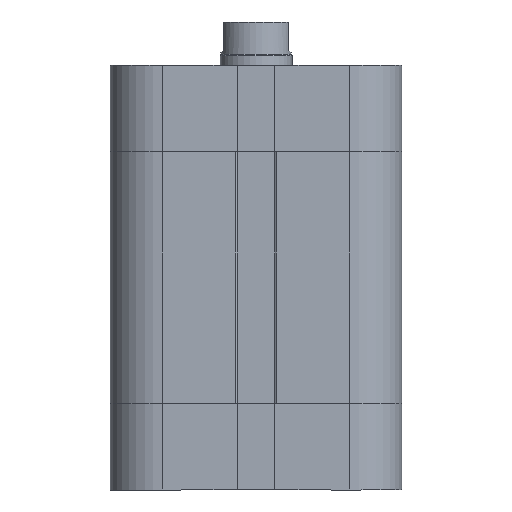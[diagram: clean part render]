
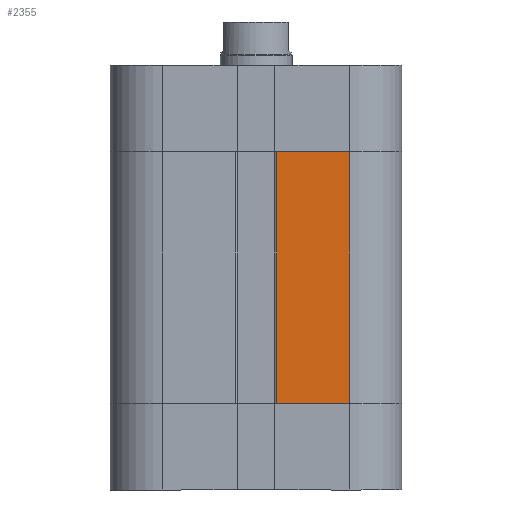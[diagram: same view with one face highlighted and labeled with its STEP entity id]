
A CAD part, front view. The second image highlights one B-rep face of the part: STEP entity #2355.
In plain terms, the highlighted planar face has unit normal (0, -1, 0).
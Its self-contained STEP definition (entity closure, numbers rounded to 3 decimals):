
#2297=CARTESIAN_POINT('',(-13.,-20.25,17.5));
#2298=VERTEX_POINT('',#2297);
#2307=CARTESIAN_POINT('',(-13.,-20.25,-17.5));
#2308=VERTEX_POINT('',#2307);
#2316=CARTESIAN_POINT('',(-13.,-20.25,-17.5));
#2317=DIRECTION('',(0.0,0.0,1.0));
#2318=VECTOR('',#2317,35.0);
#2319=LINE('',#2316,#2318);
#2320=EDGE_CURVE('',#2308,#2298,#2319,.T.);
#2325=CARTESIAN_POINT('',(-13.,-20.25,0.0));
#2326=DIRECTION('',(0.0,1.0,0.0));
#2327=DIRECTION('',(0.0,0.0,-1.0));
#2328=AXIS2_PLACEMENT_3D('',#2325,#2326,#2327);
#2329=PLANE('',#2328);
#2330=CARTESIAN_POINT('',(-2.9,-20.25,17.5));
#2331=VERTEX_POINT('',#2330);
#2332=CARTESIAN_POINT('',(-13.,-20.25,17.5));
#2333=DIRECTION('',(1.0,0.0,0.0));
#2334=VECTOR('',#2333,10.1);
#2335=LINE('',#2332,#2334);
#2336=EDGE_CURVE('',#2298,#2331,#2335,.T.);
#2337=ORIENTED_EDGE('',*,*,#2336,.F.);
#2338=ORIENTED_EDGE('',*,*,#2320,.F.);
#2339=CARTESIAN_POINT('',(-2.9,-20.25,-17.5));
#2340=VERTEX_POINT('',#2339);
#2341=CARTESIAN_POINT('',(-2.9,-20.25,-17.5));
#2342=DIRECTION('',(-1.0,0.0,0.0));
#2343=VECTOR('',#2342,10.1);
#2344=LINE('',#2341,#2343);
#2345=EDGE_CURVE('',#2340,#2308,#2344,.T.);
#2346=ORIENTED_EDGE('',*,*,#2345,.F.);
#2347=CARTESIAN_POINT('',(-2.9,-20.25,-17.5));
#2348=DIRECTION('',(0.0,0.0,1.0));
#2349=VECTOR('',#2348,35.0);
#2350=LINE('',#2347,#2349);
#2351=EDGE_CURVE('',#2340,#2331,#2350,.T.);
#2352=ORIENTED_EDGE('',*,*,#2351,.T.);
#2353=EDGE_LOOP('',(#2337,#2338,#2346,#2352));
#2354=FACE_OUTER_BOUND('',#2353,.T.);
#2355=ADVANCED_FACE('',(#2354),#2329,.F.);
